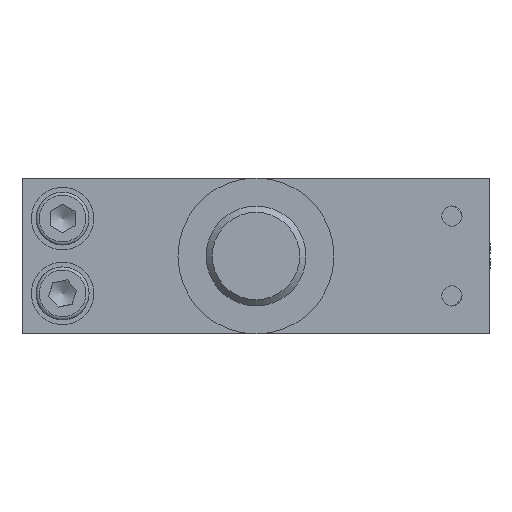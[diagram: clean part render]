
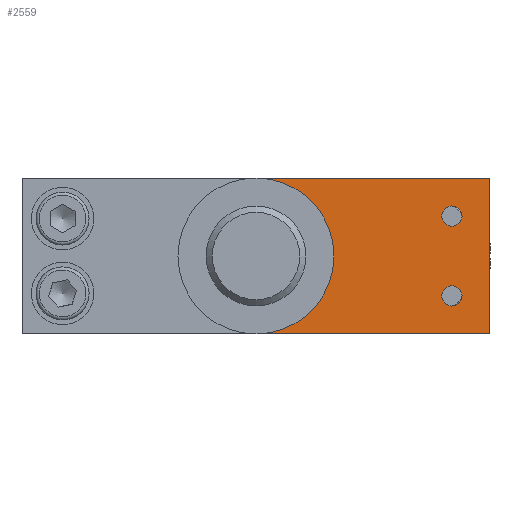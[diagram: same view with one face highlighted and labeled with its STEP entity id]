
A CAD part, front view. The second image highlights one B-rep face of the part: STEP entity #2559.
In plain terms, the highlighted planar face has unit normal (0, -1, 0).
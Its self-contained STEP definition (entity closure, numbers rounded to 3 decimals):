
#218=LINE('',#4226,#370);
#219=LINE('',#4228,#371);
#220=LINE('',#4229,#372);
#370=VECTOR('',#3377,37.5);
#371=VECTOR('',#3378,25.);
#372=VECTOR('',#3379,37.5);
#489=PLANE('',#2801);
#569=FACE_BOUND('',#954,.T.);
#570=FACE_BOUND('',#955,.T.);
#732=FACE_OUTER_BOUND('',#953,.T.);
#953=EDGE_LOOP('',(#2079,#2080,#2081,#2082));
#954=EDGE_LOOP('',(#2083));
#955=EDGE_LOOP('',(#2084));
#1088=CIRCLE('',#2778,1.621);
#1089=CIRCLE('',#2780,1.621);
#1098=CIRCLE('',#2797,12.5);
#1280=VERTEX_POINT('',#4169);
#1281=VERTEX_POINT('',#4172);
#1296=VERTEX_POINT('',#4213);
#1297=VERTEX_POINT('',#4214);
#1300=VERTEX_POINT('',#4225);
#1301=VERTEX_POINT('',#4227);
#1556=EDGE_CURVE('',#1280,#1280,#1088,.T.);
#1557=EDGE_CURVE('',#1281,#1281,#1089,.T.);
#1575=EDGE_CURVE('',#1296,#1297,#1098,.T.);
#1580=EDGE_CURVE('',#1300,#1297,#218,.T.);
#1581=EDGE_CURVE('',#1300,#1301,#219,.T.);
#1582=EDGE_CURVE('',#1301,#1296,#220,.T.);
#2079=ORIENTED_EDGE('',*,*,#1575,.T.);
#2080=ORIENTED_EDGE('',*,*,#1580,.F.);
#2081=ORIENTED_EDGE('',*,*,#1581,.T.);
#2082=ORIENTED_EDGE('',*,*,#1582,.T.);
#2083=ORIENTED_EDGE('',*,*,#1556,.T.);
#2084=ORIENTED_EDGE('',*,*,#1557,.T.);
#2559=ADVANCED_FACE('',(#732,#569,#570),#489,.T.);
#2778=AXIS2_PLACEMENT_3D('',#4170,#3317,#3318);
#2780=AXIS2_PLACEMENT_3D('',#4173,#3321,#3322);
#2797=AXIS2_PLACEMENT_3D('',#4215,#3364,#3365);
#2801=AXIS2_PLACEMENT_3D('',#4224,#3375,#3376);
#3317=DIRECTION('center_axis',(0.,1.,0.));
#3318=DIRECTION('ref_axis',(1.,0.,0.));
#3321=DIRECTION('center_axis',(0.,1.,0.));
#3322=DIRECTION('ref_axis',(1.,0.,0.));
#3364=DIRECTION('center_axis',(0.,1.,0.));
#3365=DIRECTION('ref_axis',(-1.,0.,0.));
#3375=DIRECTION('center_axis',(0.,-1.,0.));
#3376=DIRECTION('ref_axis',(0.,0.,-1.));
#3377=DIRECTION('',(-1.,0.,0.));
#3378=DIRECTION('',(0.,0.,1.));
#3379=DIRECTION('',(-1.,0.,0.));
#4169=CARTESIAN_POINT('',(33.021,-30.5,6.1));
#4170=CARTESIAN_POINT('Origin',(31.4,-30.5,6.1));
#4172=CARTESIAN_POINT('',(33.021,-30.5,18.9));
#4173=CARTESIAN_POINT('Origin',(31.4,-30.5,18.9));
#4213=CARTESIAN_POINT('',(0.,-30.5,25.));
#4214=CARTESIAN_POINT('',(0.,-30.5,0.));
#4215=CARTESIAN_POINT('Origin',(0.,-30.5,12.5));
#4224=CARTESIAN_POINT('Origin',(37.5,-30.5,0.));
#4225=CARTESIAN_POINT('',(37.5,-30.5,0.));
#4226=CARTESIAN_POINT('',(37.5,-30.5,0.));
#4227=CARTESIAN_POINT('',(37.5,-30.5,25.));
#4228=CARTESIAN_POINT('',(37.5,-30.5,0.));
#4229=CARTESIAN_POINT('',(37.5,-30.5,25.));
